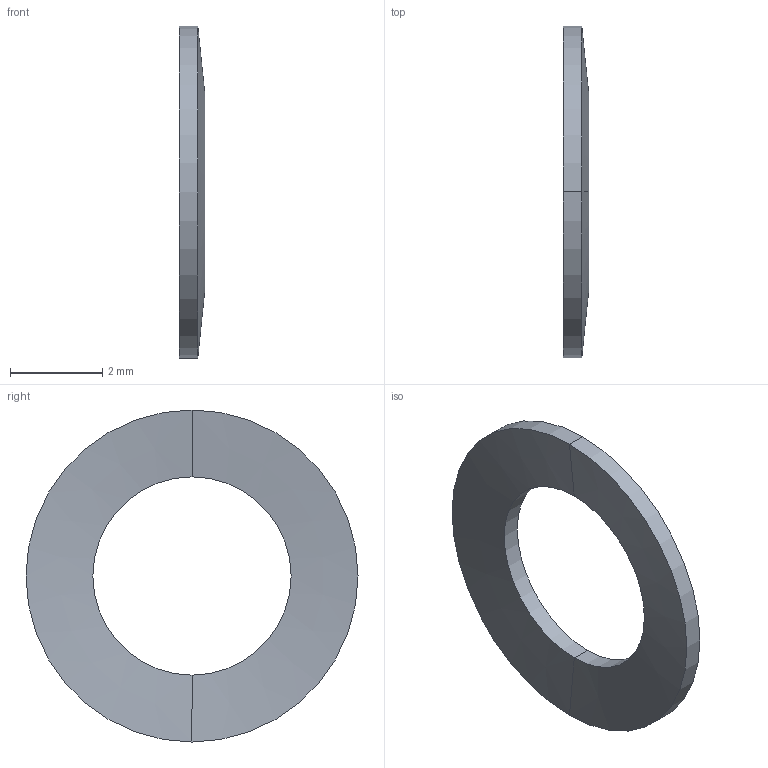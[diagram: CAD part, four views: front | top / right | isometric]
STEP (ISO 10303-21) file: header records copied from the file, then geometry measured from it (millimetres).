
FILE_DESCRIPTION (( 'STEP AP214' ), '1' );
FILE_NAME ('Z20.ER1.003.008.STEP', '2021-03-31T07:33:01', ( '' ), ( '' ), 'SwSTEP 2.0', 'SolidWorks 2017', '' );
FILE_SCHEMA (( 'AUTOMOTIVE_DESIGN' ));
Length unit declared in the file: millimetre
Products named in the file (1): Z20.ER1.003.008
Bounding box: 0.55 x 7.2 x 7.2 mm (x, y, z)
Volume: 10.5 mm3; surface area: 67.2 mm2
Topology: 1 solids, 1 shells, 8 faces, 16 edges, 8 vertices
Faces by surface type: cone 4, cylinder 4
Entity records: 242 total; most frequent: DIRECTION 42, CARTESIAN_POINT 33, ORIENTED_EDGE 32, AXIS2_PLACEMENT_3D 17, EDGE_CURVE 16, FACE_OUTER_BOUND 8, VECTOR 8, EDGE_LOOP 8
